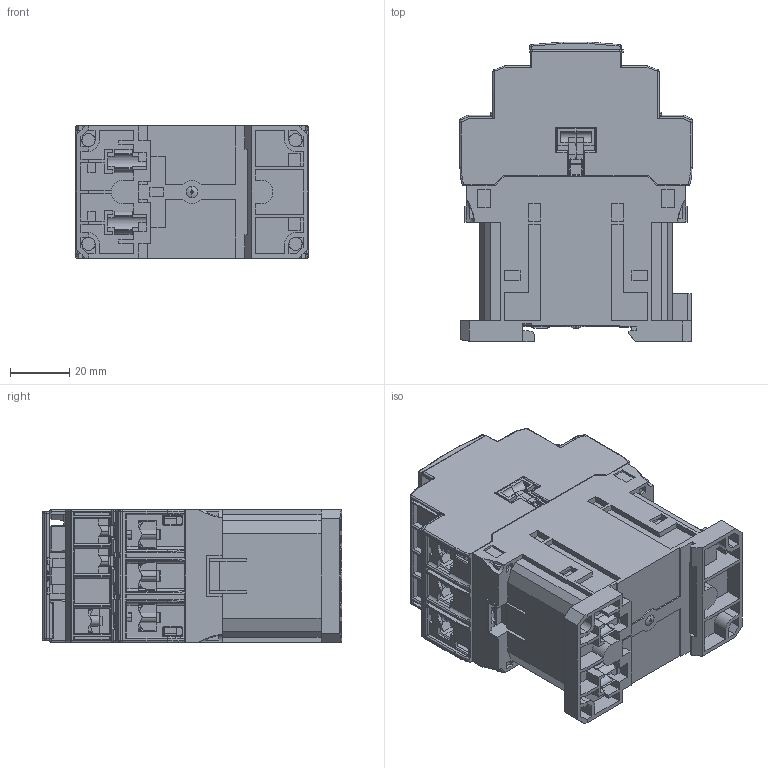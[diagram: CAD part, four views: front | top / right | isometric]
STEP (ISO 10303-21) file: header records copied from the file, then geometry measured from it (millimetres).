
FILE_DESCRIPTION (( 'STEP AP203' ), '1' );
FILE_NAME ('CWBS9-33-30C03.step', '2023-01-18T17:55:50', ( '' ), ( '' ), 'SwSTEP 2.0', 'SolidWorks 2021', '' );
FILE_SCHEMA (( 'CONFIG_CONTROL_DESIGN' ));
Length unit declared in the file: inch
Products named in the file (1): CWBS9-33-30C03
Bounding box: 78.4 x 101.15 x 44.8 mm (x, y, z)
Volume: 248472.7 mm3; surface area: 83005.6 mm2
Topology: 45 solids, 50 shells, 3244 faces, 9010 edges, 5824 vertices
Faces by surface type: plane 2306, cylinder 594, bspline 196, cone 148
Entity records: 109998 total; most frequent: CARTESIAN_POINT 30099, ORIENTED_EDGE 17900, DIRECTION 14715, EDGE_CURVE 8950, LINE 6579, VECTOR 6579, VERTEX_POINT 5824, AXIS2_PLACEMENT_3D 4068
